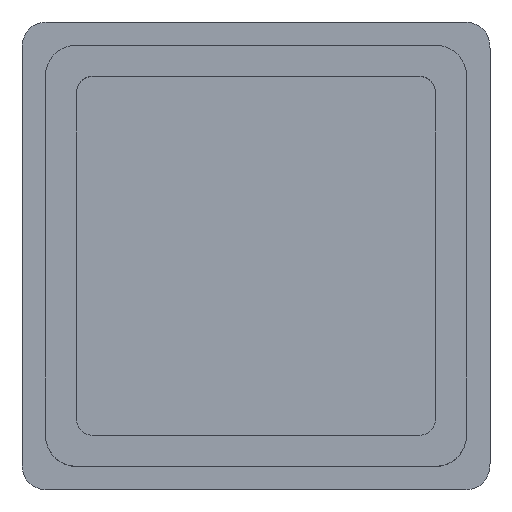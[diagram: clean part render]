
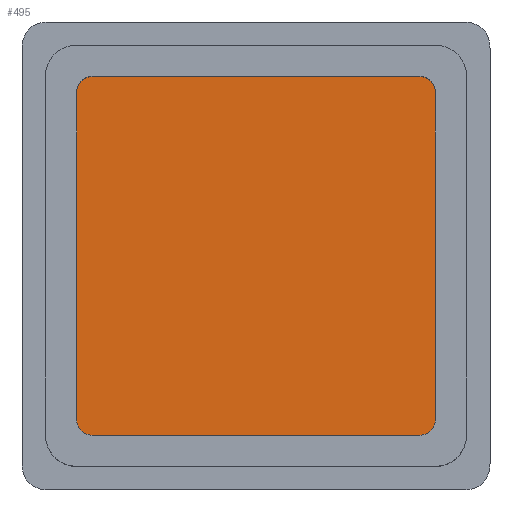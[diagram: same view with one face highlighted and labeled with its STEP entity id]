
A CAD part, top view. The second image highlights one B-rep face of the part: STEP entity #495.
In plain terms, the highlighted planar face has unit normal (0, 0, 1).
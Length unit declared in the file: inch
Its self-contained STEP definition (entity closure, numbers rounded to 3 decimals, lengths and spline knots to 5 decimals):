
#17=CIRCLE('',#533,0.05);
#19=CIRCLE('',#536,0.05);
#20=CIRCLE('',#537,0.05);
#21=CIRCLE('',#538,0.05);
#36=PLANE('',#535);
#57=FACE_OUTER_BOUND('',#85,.T.);
#85=EDGE_LOOP('',(#367,#368,#369,#370,#371,#372,#373,#374));
#123=LINE('',#780,#171);
#124=LINE('',#784,#172);
#125=LINE('',#788,#173);
#126=LINE('',#791,#174);
#171=VECTOR('',#625,1.05);
#172=VECTOR('',#628,1.05);
#173=VECTOR('',#631,1.05);
#174=VECTOR('',#634,1.05);
#227=VERTEX_POINT('',#770);
#228=VERTEX_POINT('',#771);
#231=VERTEX_POINT('',#779);
#232=VERTEX_POINT('',#781);
#233=VERTEX_POINT('',#783);
#234=VERTEX_POINT('',#785);
#235=VERTEX_POINT('',#787);
#236=VERTEX_POINT('',#789);
#281=EDGE_CURVE('',#227,#228,#17,.T.);
#285=EDGE_CURVE('',#231,#228,#123,.T.);
#286=EDGE_CURVE('',#231,#232,#19,.T.);
#287=EDGE_CURVE('',#233,#232,#124,.T.);
#288=EDGE_CURVE('',#233,#234,#20,.T.);
#289=EDGE_CURVE('',#235,#234,#125,.T.);
#290=EDGE_CURVE('',#235,#236,#21,.T.);
#291=EDGE_CURVE('',#227,#236,#126,.T.);
#367=ORIENTED_EDGE('',*,*,#281,.T.);
#368=ORIENTED_EDGE('',*,*,#285,.F.);
#369=ORIENTED_EDGE('',*,*,#286,.T.);
#370=ORIENTED_EDGE('',*,*,#287,.F.);
#371=ORIENTED_EDGE('',*,*,#288,.T.);
#372=ORIENTED_EDGE('',*,*,#289,.F.);
#373=ORIENTED_EDGE('',*,*,#290,.T.);
#374=ORIENTED_EDGE('',*,*,#291,.F.);
#495=ADVANCED_FACE('',(#57),#36,.T.);
#533=AXIS2_PLACEMENT_3D('',#772,#617,#618);
#535=AXIS2_PLACEMENT_3D('',#778,#623,#624);
#536=AXIS2_PLACEMENT_3D('',#782,#626,#627);
#537=AXIS2_PLACEMENT_3D('',#786,#629,#630);
#538=AXIS2_PLACEMENT_3D('',#790,#632,#633);
#617=DIRECTION('center_axis',(0.,0.,1.));
#618=DIRECTION('ref_axis',(0.707,0.707,0.));
#623=DIRECTION('center_axis',(0.,0.,1.));
#624=DIRECTION('ref_axis',(1.,0.,0.));
#625=DIRECTION('',(1.,0.,0.));
#626=DIRECTION('center_axis',(0.,0.,1.));
#627=DIRECTION('ref_axis',(-0.707,0.707,0.));
#628=DIRECTION('',(0.,1.,0.));
#629=DIRECTION('center_axis',(0.,0.,1.));
#630=DIRECTION('ref_axis',(-0.707,-0.707,0.));
#631=DIRECTION('',(-1.,0.,0.));
#632=DIRECTION('center_axis',(0.,0.,1.));
#633=DIRECTION('ref_axis',(0.707,-0.707,0.));
#634=DIRECTION('',(0.,-1.,0.));
#770=CARTESIAN_POINT('',(0.575,0.525,-0.185));
#771=CARTESIAN_POINT('',(0.525,0.575,-0.185));
#772=CARTESIAN_POINT('Origin',(0.525,0.525,-0.185));
#778=CARTESIAN_POINT('Origin',(0.,0.,-0.185));
#779=CARTESIAN_POINT('',(-0.525,0.575,-0.185));
#780=CARTESIAN_POINT('',(0.2875,0.575,-0.185));
#781=CARTESIAN_POINT('',(-0.575,0.525,-0.185));
#782=CARTESIAN_POINT('Origin',(-0.525,0.525,-0.185));
#783=CARTESIAN_POINT('',(-0.575,-0.525,-0.185));
#784=CARTESIAN_POINT('',(-0.575,0.2875,-0.185));
#785=CARTESIAN_POINT('',(-0.525,-0.575,-0.185));
#786=CARTESIAN_POINT('Origin',(-0.525,-0.525,-0.185));
#787=CARTESIAN_POINT('',(0.525,-0.575,-0.185));
#788=CARTESIAN_POINT('',(-0.2875,-0.575,-0.185));
#789=CARTESIAN_POINT('',(0.575,-0.525,-0.185));
#790=CARTESIAN_POINT('Origin',(0.525,-0.525,-0.185));
#791=CARTESIAN_POINT('',(0.575,-0.2875,-0.185));
